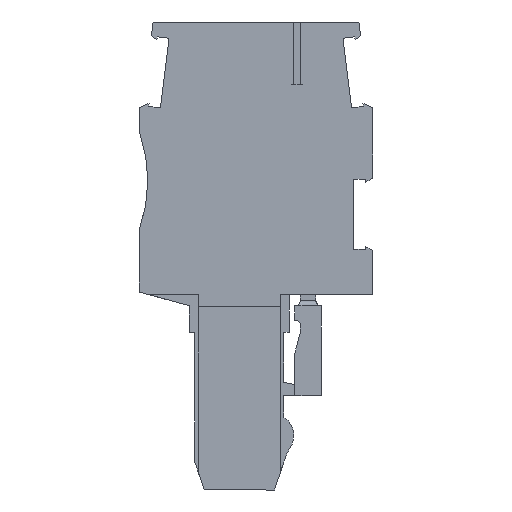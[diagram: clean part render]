
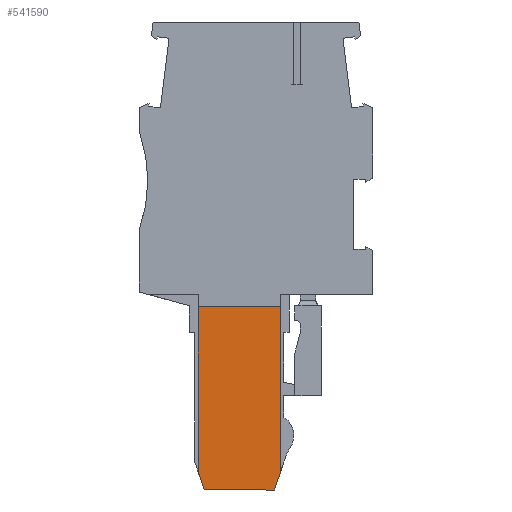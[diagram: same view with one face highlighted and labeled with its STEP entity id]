
A CAD part, left-side view. The second image highlights one B-rep face of the part: STEP entity #541590.
In plain terms, the highlighted face is planar.
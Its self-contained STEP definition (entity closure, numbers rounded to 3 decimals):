
#38940=CARTESIAN_POINT('',(7.454,0.,
-3.65));
#38950=DIRECTION('',(0.348,-0.938,
0.));
#38960=VECTOR('',#38950,1.);
#38970=LINE('',#38940,#38960);
#38980=CARTESIAN_POINT('',(-0.323,20.962,
-3.65));
#38990=VERTEX_POINT('',#38980);
#39000=CARTESIAN_POINT('',(0.264,19.38,
-3.65));
#39010=VERTEX_POINT('',#39000);
#39020=EDGE_CURVE('',#38990,#39010,#38970,.T.);
#541130=CARTESIAN_POINT('',(3.435,7.56,
-3.65));
#541140=DIRECTION('',(0.,0.,-1.));
#541150=DIRECTION('',(0.999,0.034,
0.));
#541160=AXIS2_PLACEMENT_3D('',#541130,#541140,#541150);
#541170=PLANE('',#541160);
#541180=ORIENTED_EDGE('',*,*,#39020,.T.);
#541190=CARTESIAN_POINT('',(0.,20.972,
-3.65));
#541200=DIRECTION('',(0.999,0.034,
0.));
#541210=VECTOR('',#541200,1.);
#541220=LINE('',#541190,#541210);
#541230=CARTESIAN_POINT('',(-6.653,20.749,
-3.65));
#541240=VERTEX_POINT('',#541230);
#541250=EDGE_CURVE('',#541240,#38990,#541220,.T.);
#541260=ORIENTED_EDGE('',*,*,#541250,.T.);
#541270=CARTESIAN_POINT('',(-12.805,0.,
-3.65));
#541280=DIRECTION('',(-0.284,-0.959,
0.));
#541290=VECTOR('',#541280,1.);
#541300=LINE('',#541270,#541290);
#541310=CARTESIAN_POINT('',(-7.132,19.132,
-3.65));
#541320=VERTEX_POINT('',#541310);
#541330=EDGE_CURVE('',#541240,#541320,#541300,.T.);
#541340=ORIENTED_EDGE('',*,*,#541330,.F.);
#541350=CARTESIAN_POINT('',(-6.491,0.,
-3.65));
#541360=DIRECTION('',(-0.034,0.999,
0.));
#541370=VECTOR('',#541360,1.);
#541380=LINE('',#541350,#541370);
#541390=CARTESIAN_POINT('',(-6.633,4.241,
-3.65));
#541400=VERTEX_POINT('',#541390);
#541410=EDGE_CURVE('',#541400,#541320,#541380,.T.);
#541420=ORIENTED_EDGE('',*,*,#541410,.T.);
#541430=CARTESIAN_POINT('',(0.,4.463,
-3.65));
#541440=DIRECTION('',(-0.999,-0.034,
0.));
#541450=VECTOR('',#541440,1.);
#541460=LINE('',#541430,#541450);
#541470=CARTESIAN_POINT('',(0.763,4.489,
-3.65));
#541480=VERTEX_POINT('',#541470);
#541490=EDGE_CURVE('',#541480,#541400,#541460,.T.);
#541500=ORIENTED_EDGE('',*,*,#541490,.T.);
#541510=CARTESIAN_POINT('',(0.913,0.,-3.65));
#541520=DIRECTION('',(-0.034,0.999,
0.));
#541530=VECTOR('',#541520,1.);
#541540=LINE('',#541510,#541530);
#541550=EDGE_CURVE('',#541480,#39010,#541540,.T.);
#541560=ORIENTED_EDGE('',*,*,#541550,.F.);
#541570=EDGE_LOOP('',(#541560,#541500,#541420,#541340,#541260,#541180));
#541580=FACE_OUTER_BOUND('',#541570,.T.);
#541590=ADVANCED_FACE('',(#541580),#541170,.T.);
